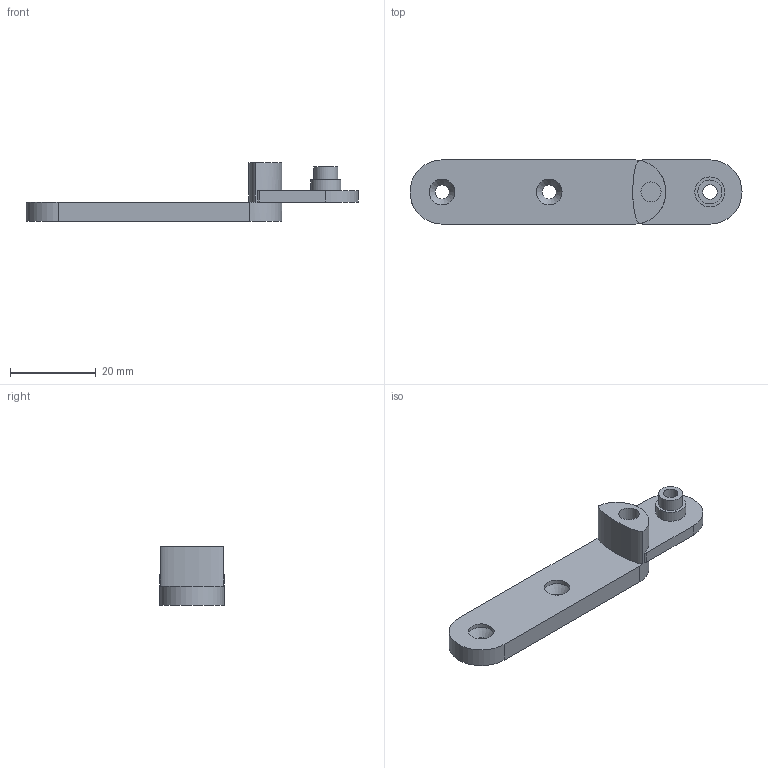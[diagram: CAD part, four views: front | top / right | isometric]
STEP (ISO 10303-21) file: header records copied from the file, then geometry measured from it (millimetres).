
FILE_DESCRIPTION(/* description */ (''),/* implementation_level */ '2;1');
FILE_NAME(/* name */ 'proximal_link_pillar.step',/* time_stamp */ '2024-03-18T13:23:08+09:00',/* author */ (''),/* organization */ (''),/* preprocessor_version */ 'ST-DEVELOPER v20',/* originating_system */ 'Autodesk Translation Framework v12.20.1.177',/* authorisation */ '');
FILE_SCHEMA (('AUTOMOTIVE_DESIGN { 1 0 10303 214 3 1 1 }'));
Length unit declared in the file: millimetre
Products named in the file (1): new proximal_link_pillar
Bounding box: 77.5 x 15 x 13.7 mm (x, y, z)
Volume: 5066.8 mm3; surface area: 3669.3 mm2
Topology: 1 solids, 1 shells, 30 faces, 67 edges, 44 vertices
Faces by surface type: plane 13, cylinder 12, bspline 3, cone 2
Full cylindrical faces by diameter (mm): 3.3 x2, 3.4 x1, 4.7 x1, 5.2 x1, 5.6 x1, 6 x2, 7 x1
Entity records: 903 total; most frequent: CARTESIAN_POINT 161, DIRECTION 159, ORIENTED_EDGE 134, EDGE_CURVE 67, AXIS2_PLACEMENT_3D 64, VERTEX_POINT 44, EDGE_LOOP 41, LINE 31
